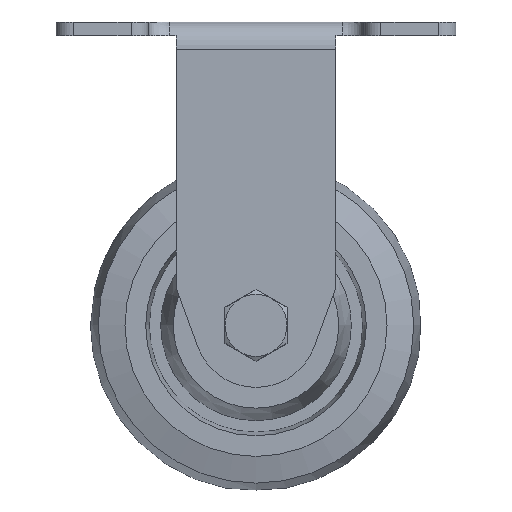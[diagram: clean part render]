
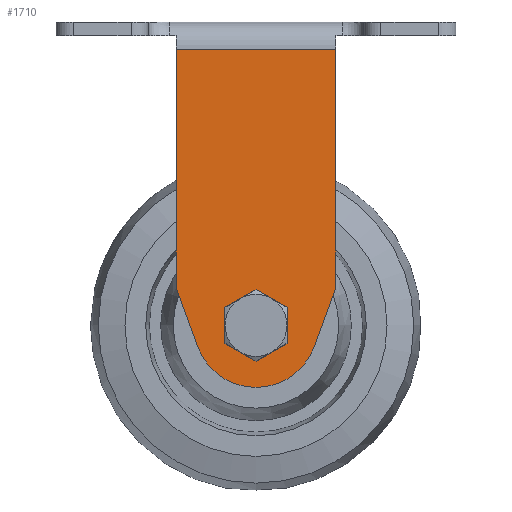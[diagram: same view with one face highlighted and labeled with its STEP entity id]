
A CAD part, left-side view. The second image highlights one B-rep face of the part: STEP entity #1710.
In plain terms, the highlighted face is planar.
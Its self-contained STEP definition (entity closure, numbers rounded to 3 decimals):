
#61=FACE_BOUND('',#284,.T.);
#83=PLANE('',#1854);
#177=FACE_OUTER_BOUND('',#283,.T.);
#283=EDGE_LOOP('',(#1250,#1251,#1252,#1253,#1254,#1255));
#284=EDGE_LOOP('',(#1256,#1257,#1258,#1259,#1260,#1261));
#381=LINE('',#2595,#522);
#384=LINE('',#2604,#525);
#402=LINE('',#2655,#543);
#403=LINE('',#2657,#544);
#404=LINE('',#2660,#545);
#405=LINE('',#2663,#546);
#406=LINE('',#2665,#547);
#407=LINE('',#2667,#548);
#408=LINE('',#2669,#549);
#409=LINE('',#2671,#550);
#410=LINE('',#2672,#551);
#522=VECTOR('',#2073,1000.);
#525=VECTOR('',#2080,1000.);
#543=VECTOR('',#2124,1000.);
#544=VECTOR('',#2125,1000.);
#545=VECTOR('',#2128,1000.);
#546=VECTOR('',#2129,1000.);
#547=VECTOR('',#2130,1000.);
#548=VECTOR('',#2131,1000.);
#549=VECTOR('',#2132,1000.);
#550=VECTOR('',#2133,1000.);
#551=VECTOR('',#2134,1000.);
#682=CIRCLE('',#1855,14.288);
#756=VERTEX_POINT('',#2592);
#757=VERTEX_POINT('',#2594);
#760=VERTEX_POINT('',#2602);
#761=VERTEX_POINT('',#2603);
#782=VERTEX_POINT('',#2656);
#783=VERTEX_POINT('',#2658);
#784=VERTEX_POINT('',#2661);
#785=VERTEX_POINT('',#2662);
#786=VERTEX_POINT('',#2664);
#787=VERTEX_POINT('',#2666);
#788=VERTEX_POINT('',#2668);
#789=VERTEX_POINT('',#2670);
#932=EDGE_CURVE('',#756,#757,#381,.T.);
#936=EDGE_CURVE('',#760,#761,#384,.T.);
#962=EDGE_CURVE('',#756,#761,#402,.T.);
#963=EDGE_CURVE('',#782,#760,#403,.T.);
#964=EDGE_CURVE('',#783,#782,#682,.T.);
#965=EDGE_CURVE('',#757,#783,#404,.T.);
#966=EDGE_CURVE('',#784,#785,#405,.T.);
#967=EDGE_CURVE('',#785,#786,#406,.T.);
#968=EDGE_CURVE('',#786,#787,#407,.T.);
#969=EDGE_CURVE('',#787,#788,#408,.T.);
#970=EDGE_CURVE('',#788,#789,#409,.T.);
#971=EDGE_CURVE('',#789,#784,#410,.T.);
#1250=ORIENTED_EDGE('',*,*,#932,.F.);
#1251=ORIENTED_EDGE('',*,*,#962,.T.);
#1252=ORIENTED_EDGE('',*,*,#936,.F.);
#1253=ORIENTED_EDGE('',*,*,#963,.F.);
#1254=ORIENTED_EDGE('',*,*,#964,.F.);
#1255=ORIENTED_EDGE('',*,*,#965,.F.);
#1256=ORIENTED_EDGE('',*,*,#966,.T.);
#1257=ORIENTED_EDGE('',*,*,#967,.T.);
#1258=ORIENTED_EDGE('',*,*,#968,.T.);
#1259=ORIENTED_EDGE('',*,*,#969,.T.);
#1260=ORIENTED_EDGE('',*,*,#970,.T.);
#1261=ORIENTED_EDGE('',*,*,#971,.T.);
#1710=ADVANCED_FACE('',(#177,#61),#83,.F.);
#1854=AXIS2_PLACEMENT_3D('',#2654,#2122,#2123);
#1855=AXIS2_PLACEMENT_3D('',#2659,#2126,#2127);
#2073=DIRECTION('',(0.,-1.,0.));
#2080=DIRECTION('',(0.,1.,0.));
#2122=DIRECTION('center_axis',(0.,0.,1.));
#2123=DIRECTION('ref_axis',(1.,0.,0.));
#2124=DIRECTION('',(1.,0.,0.));
#2125=DIRECTION('',(0.342,0.94,0.));
#2126=DIRECTION('center_axis',(0.,0.,1.));
#2127=DIRECTION('ref_axis',(1.,0.,0.));
#2128=DIRECTION('',(0.342,-0.94,0.));
#2129=DIRECTION('',(0.866,-0.5,0.));
#2130=DIRECTION('',(0.866,0.5,0.));
#2131=DIRECTION('',(0.,1.,0.));
#2132=DIRECTION('',(-0.866,0.5,0.));
#2133=DIRECTION('',(-0.866,-0.5,0.));
#2134=DIRECTION('',(0.,-1.,0.));
#2592=CARTESIAN_POINT('',(-18.415,-6.35,-20.79));
#2594=CARTESIAN_POINT('',(-18.415,-61.029,-20.79));
#2595=CARTESIAN_POINT('',(-18.415,-107.95,-20.79));
#2602=CARTESIAN_POINT('',(18.415,-61.029,-20.79));
#2603=CARTESIAN_POINT('',(18.415,-6.35,-20.79));
#2604=CARTESIAN_POINT('',(18.415,-107.95,-20.79));
#2654=CARTESIAN_POINT('Origin',(0.,-69.85,-20.79));
#2655=CARTESIAN_POINT('',(0.,-6.35,-20.79));
#2656=CARTESIAN_POINT('',(13.426,-74.737,-20.79));
#2657=CARTESIAN_POINT('',(-4.205,-123.176,-20.79));
#2658=CARTESIAN_POINT('',(-13.426,-74.737,-20.79));
#2659=CARTESIAN_POINT('Origin',(0.,-69.85,-20.79));
#2660=CARTESIAN_POINT('',(-6.566,-93.584,-20.79));
#2661=CARTESIAN_POINT('',(-7.144,-73.974,-20.79));
#2662=CARTESIAN_POINT('',(0.,-78.099,-20.79));
#2663=CARTESIAN_POINT('',(-7.144,-73.974,-20.79));
#2664=CARTESIAN_POINT('',(7.144,-73.974,-20.79));
#2665=CARTESIAN_POINT('',(0.,-78.099,-20.79));
#2666=CARTESIAN_POINT('',(7.144,-65.726,-20.79));
#2667=CARTESIAN_POINT('',(7.144,-73.974,-20.79));
#2668=CARTESIAN_POINT('',(0.,-61.601,-20.79));
#2669=CARTESIAN_POINT('',(7.144,-65.726,-20.79));
#2670=CARTESIAN_POINT('',(-7.144,-65.726,-20.79));
#2671=CARTESIAN_POINT('',(0.,-61.601,-20.79));
#2672=CARTESIAN_POINT('',(-7.144,-65.726,-20.79));
